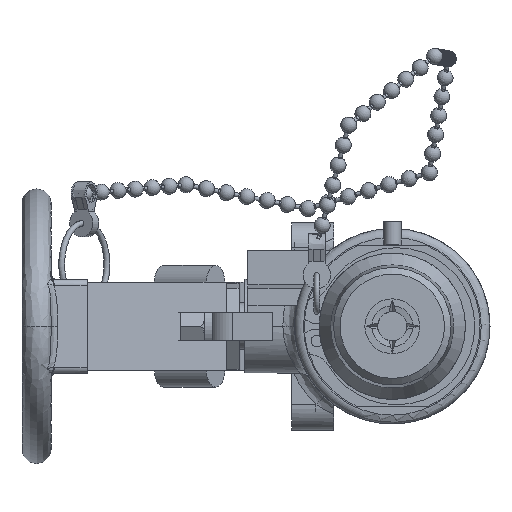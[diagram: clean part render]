
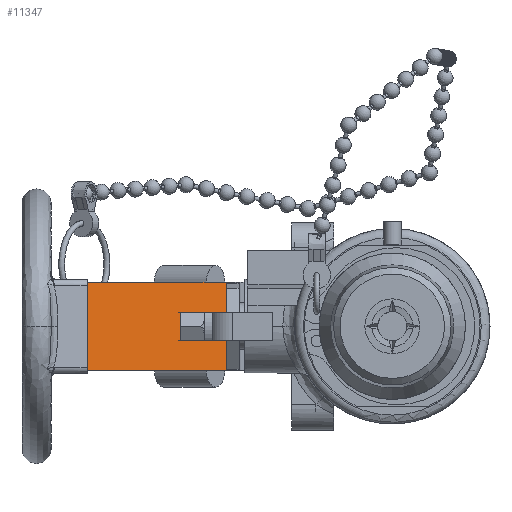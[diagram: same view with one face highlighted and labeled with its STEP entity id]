
A CAD part, left-side view. The second image highlights one B-rep face of the part: STEP entity #11347.
In plain terms, the highlighted planar face has unit normal (-0.838, -0.545, 0).
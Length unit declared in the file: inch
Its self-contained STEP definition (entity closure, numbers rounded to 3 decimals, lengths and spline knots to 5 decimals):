
#97=CARTESIAN_POINT('',(0.6465,1.42,-0.375));
#98=VERTEX_POINT('',#97);
#105=CARTESIAN_POINT('',(-0.1255,2.60769,-0.375));
#106=VERTEX_POINT('',#105);
#107=CARTESIAN_POINT('',(-0.1255,2.60769,-0.375));
#108=DIRECTION('',(0.545,-0.838,0.));
#109=VECTOR('',#108,1.41654);
#110=LINE('',#107,#109);
#111=EDGE_CURVE('',#106,#98,#110,.T.);
#327=CARTESIAN_POINT('',(-0.1255,2.60769,0.375));
#328=VERTEX_POINT('',#327);
#335=CARTESIAN_POINT('',(0.6465,1.42,0.375));
#336=VERTEX_POINT('',#335);
#337=CARTESIAN_POINT('',(0.6465,1.42,0.375));
#338=DIRECTION('',(-0.545,0.838,0.));
#339=VECTOR('',#338,1.41654);
#340=LINE('',#337,#339);
#341=EDGE_CURVE('',#336,#328,#340,.T.);
#8607=CARTESIAN_POINT('',(-0.1255,2.60769,0.375));
#8608=DIRECTION('',(0.0,0.0,-1.0));
#8609=VECTOR('',#8608,0.75);
#8610=LINE('',#8607,#8609);
#8611=EDGE_CURVE('',#328,#106,#8610,.T.);
#11283=CARTESIAN_POINT('',(-0.4065,3.04,0.375));
#11284=DIRECTION('',(-0.838,-0.545,0.));
#11285=DIRECTION('',(-0.545,0.838,0.));
#11286=AXIS2_PLACEMENT_3D('',#11283,#11284,#11285);
#11287=PLANE('',#11286);
#11288=ORIENTED_EDGE('',*,*,#8611,.T.);
#11289=ORIENTED_EDGE('',*,*,#111,.T.);
#11290=CARTESIAN_POINT('',(0.6465,1.42,-0.12));
#11291=VERTEX_POINT('',#11290);
#11292=CARTESIAN_POINT('',(0.6465,1.42,-0.12));
#11293=DIRECTION('',(0.0,0.0,-1.0));
#11294=VECTOR('',#11293,0.255);
#11295=LINE('',#11292,#11294);
#11296=EDGE_CURVE('',#11291,#98,#11295,.T.);
#11297=ORIENTED_EDGE('',*,*,#11296,.F.);
#11298=CARTESIAN_POINT('',(0.62845,1.44776,-0.12));
#11299=VERTEX_POINT('',#11298);
#11300=CARTESIAN_POINT('',(0.6465,1.42,-0.12));
#11301=DIRECTION('',(-0.545,0.838,0.));
#11302=VECTOR('',#11301,0.03311);
#11303=LINE('',#11300,#11302);
#11304=EDGE_CURVE('',#11291,#11299,#11303,.T.);
#11305=ORIENTED_EDGE('',*,*,#11304,.T.);
#11306=CARTESIAN_POINT('',(0.39301,1.80998,-0.12));
#11307=VERTEX_POINT('',#11306);
#11308=CARTESIAN_POINT('',(0.62845,1.44776,-0.12));
#11309=DIRECTION('',(-0.545,0.838,0.));
#11310=VECTOR('',#11309,0.43201);
#11311=LINE('',#11308,#11310);
#11312=EDGE_CURVE('',#11299,#11307,#11311,.T.);
#11313=ORIENTED_EDGE('',*,*,#11312,.T.);
#11314=CARTESIAN_POINT('',(0.39301,1.80998,0.12));
#11315=VERTEX_POINT('',#11314);
#11316=CARTESIAN_POINT('',(0.39301,1.80998,-0.12));
#11317=DIRECTION('',(0.0,0.0,1.0));
#11318=VECTOR('',#11317,0.24);
#11319=LINE('',#11316,#11318);
#11320=EDGE_CURVE('',#11307,#11315,#11319,.T.);
#11321=ORIENTED_EDGE('',*,*,#11320,.T.);
#11322=CARTESIAN_POINT('',(0.62845,1.44776,0.12));
#11323=VERTEX_POINT('',#11322);
#11324=CARTESIAN_POINT('',(0.39301,1.80998,0.12));
#11325=DIRECTION('',(0.545,-0.838,0.));
#11326=VECTOR('',#11325,0.43201);
#11327=LINE('',#11324,#11326);
#11328=EDGE_CURVE('',#11315,#11323,#11327,.T.);
#11329=ORIENTED_EDGE('',*,*,#11328,.T.);
#11330=CARTESIAN_POINT('',(0.6465,1.42,0.12));
#11331=VERTEX_POINT('',#11330);
#11332=CARTESIAN_POINT('',(0.62845,1.44776,0.12));
#11333=DIRECTION('',(0.545,-0.838,0.));
#11334=VECTOR('',#11333,0.03311);
#11335=LINE('',#11332,#11334);
#11336=EDGE_CURVE('',#11323,#11331,#11335,.T.);
#11337=ORIENTED_EDGE('',*,*,#11336,.T.);
#11338=CARTESIAN_POINT('',(0.6465,1.42,0.375));
#11339=DIRECTION('',(0.0,0.0,-1.0));
#11340=VECTOR('',#11339,0.255);
#11341=LINE('',#11338,#11340);
#11342=EDGE_CURVE('',#336,#11331,#11341,.T.);
#11343=ORIENTED_EDGE('',*,*,#11342,.F.);
#11344=ORIENTED_EDGE('',*,*,#341,.T.);
#11345=EDGE_LOOP('',(#11288,#11289,#11297,#11305,#11313,#11321,#11329,#11337,#11343,#11344));
#11346=FACE_OUTER_BOUND('',#11345,.T.);
#11347=ADVANCED_FACE('',(#11346),#11287,.T.);
